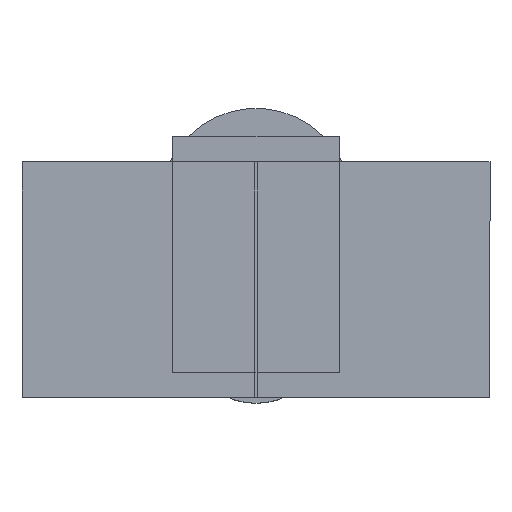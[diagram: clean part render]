
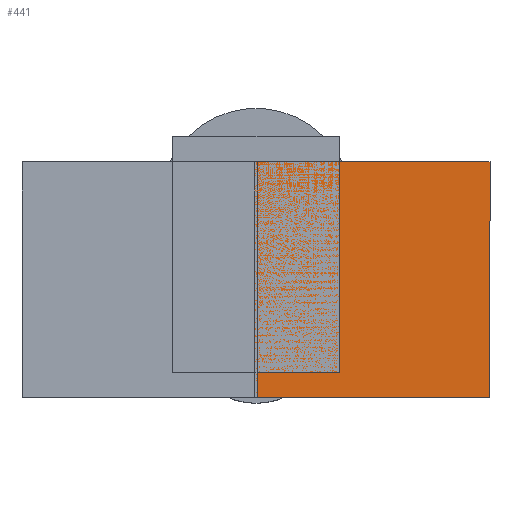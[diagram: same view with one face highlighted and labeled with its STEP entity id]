
A CAD part, top view. The second image highlights one B-rep face of the part: STEP entity #441.
In plain terms, the highlighted planar face has unit normal (0, 0, 1).
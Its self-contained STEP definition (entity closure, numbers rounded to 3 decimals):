
#60=PLANE('',#519);
#84=FACE_OUTER_BOUND('',#112,.T.);
#112=EDGE_LOOP('',(#400,#401,#402,#403));
#146=LINE('',#760,#188);
#149=LINE('',#766,#191);
#152=LINE('',#772,#194);
#155=LINE('',#776,#197);
#188=VECTOR('',#630,10.);
#191=VECTOR('',#635,10.);
#194=VECTOR('',#640,10.);
#197=VECTOR('',#645,10.);
#240=VERTEX_POINT('',#757);
#241=VERTEX_POINT('',#759);
#243=VERTEX_POINT('',#765);
#245=VERTEX_POINT('',#771);
#290=EDGE_CURVE('',#241,#240,#146,.T.);
#293=EDGE_CURVE('',#243,#241,#149,.T.);
#296=EDGE_CURVE('',#245,#243,#152,.T.);
#299=EDGE_CURVE('',#240,#245,#155,.T.);
#400=ORIENTED_EDGE('',*,*,#299,.T.);
#401=ORIENTED_EDGE('',*,*,#296,.T.);
#402=ORIENTED_EDGE('',*,*,#293,.T.);
#403=ORIENTED_EDGE('',*,*,#290,.T.);
#441=ADVANCED_FACE('',(#84),#60,.T.);
#519=AXIS2_PLACEMENT_3D('',#777,#646,#647);
#630=DIRECTION('',(-1.,0.,0.));
#635=DIRECTION('',(0.,1.,0.));
#640=DIRECTION('',(1.,0.,0.));
#645=DIRECTION('',(0.,-1.,0.));
#646=DIRECTION('center_axis',(0.,0.,1.));
#647=DIRECTION('ref_axis',(1.,0.,0.));
#757=CARTESIAN_POINT('',(-10.,10.,0.1));
#759=CARTESIAN_POINT('',(10.,10.,0.1));
#760=CARTESIAN_POINT('',(10.,10.,0.1));
#765=CARTESIAN_POINT('',(10.,-10.,0.1));
#766=CARTESIAN_POINT('',(10.,-10.,0.1));
#771=CARTESIAN_POINT('',(-10.,-10.,0.1));
#772=CARTESIAN_POINT('',(-10.,-10.,0.1));
#776=CARTESIAN_POINT('',(-10.,10.,0.1));
#777=CARTESIAN_POINT('Origin',(0.,0.,0.1));
